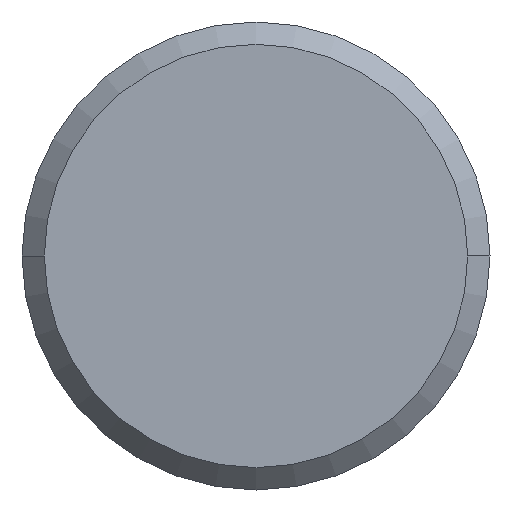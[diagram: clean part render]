
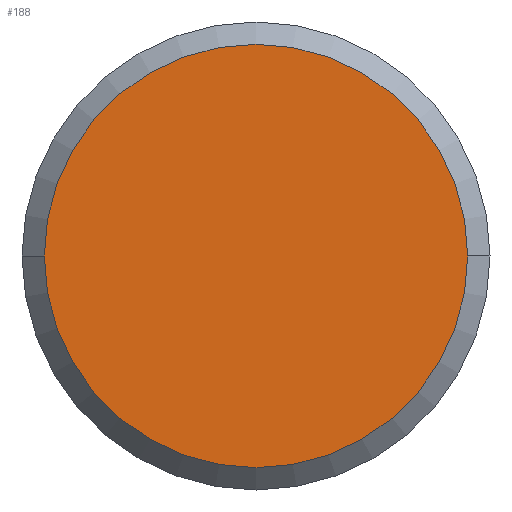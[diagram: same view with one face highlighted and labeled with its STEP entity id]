
A CAD part, left-side view. The second image highlights one B-rep face of the part: STEP entity #188.
In plain terms, the highlighted planar face has unit normal (-1, 0, 0).
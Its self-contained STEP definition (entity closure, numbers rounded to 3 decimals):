
#41 = VERTEX_POINT ( 'NONE', #87 ) ;
#48 = VERTEX_POINT ( 'NONE', #325 ) ;
#59 = EDGE_CURVE ( 'NONE', #48, #41, #202, .T. ) ;
#87 = CARTESIAN_POINT ( 'NONE',  ( 0., -9.5, 0. ) ) ;
#95 = AXIS2_PLACEMENT_3D ( 'NONE', #156, #379, #191 ) ;
#119 = PLANE ( 'NONE',  #518 ) ;
#135 = DIRECTION ( 'NONE',  ( 0., 1., 0. ) ) ;
#156 = CARTESIAN_POINT ( 'NONE',  ( 0., 0., 0. ) ) ;
#181 = CARTESIAN_POINT ( 'NONE',  ( 0., 0., 0. ) ) ;
#188 = ADVANCED_FACE ( 'NONE', ( #522 ), #119, .F. ) ;
#191 = DIRECTION ( 'NONE',  ( 0., 1., 0. ) ) ;
#202 = CIRCLE ( 'NONE', #95, 9.5 ) ;
#213 = ORIENTED_EDGE ( 'NONE', *, *, #59, .T. ) ;
#254 = DIRECTION ( 'NONE',  ( 1., 0., 0. ) ) ;
#269 = EDGE_LOOP ( 'NONE', ( #213, #558 ) ) ;
#299 = CARTESIAN_POINT ( 'NONE',  ( 0., 0., 0. ) ) ;
#324 = CIRCLE ( 'NONE', #529, 9.5 ) ;
#325 = CARTESIAN_POINT ( 'NONE',  ( 0., 9.5, 0. ) ) ;
#331 = EDGE_CURVE ( 'NONE', #41, #48, #324, .T. ) ;
#340 = DIRECTION ( 'NONE',  ( 0., 1., 0. ) ) ;
#379 = DIRECTION ( 'NONE',  ( -1., 0., 0. ) ) ;
#518 = AXIS2_PLACEMENT_3D ( 'NONE', #299, #254, #340 ) ;
#522 = FACE_OUTER_BOUND ( 'NONE', #269, .T. ) ;
#529 = AXIS2_PLACEMENT_3D ( 'NONE', #181, #540, #135 ) ;
#540 = DIRECTION ( 'NONE',  ( -1., 0., 0. ) ) ;
#558 = ORIENTED_EDGE ( 'NONE', *, *, #331, .T. ) ;
